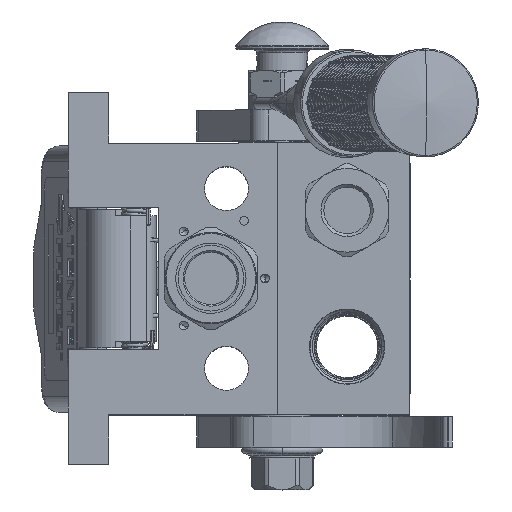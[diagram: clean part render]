
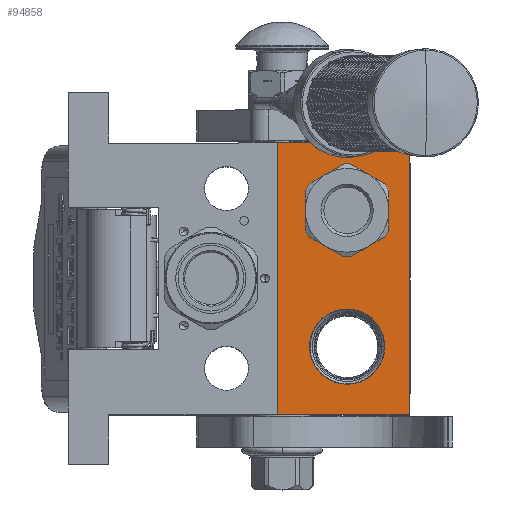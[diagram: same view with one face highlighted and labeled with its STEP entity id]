
A CAD part, top view. The second image highlights one B-rep face of the part: STEP entity #94858.
In plain terms, the highlighted face is planar.
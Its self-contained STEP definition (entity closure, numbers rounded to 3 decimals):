
#685 = DIRECTION ( 'NONE',  ( 1., 0., 0. ) ) ;
#1199 = VERTEX_POINT ( 'NONE', #67659 ) ;
#3684 = EDGE_LOOP ( 'NONE', ( #120125, #175813 ) ) ;
#8536 = CARTESIAN_POINT ( 'NONE',  ( -44., 8.9, -42.5 ) ) ;
#8794 = ORIENTED_EDGE ( 'NONE', *, *, #9030, .F. ) ;
#9030 = EDGE_CURVE ( 'NONE', #102147, #114597, #162073, .T. ) ;
#12486 = DIRECTION ( 'NONE',  ( 0., -1., 0. ) ) ;
#13738 = DIRECTION ( 'NONE',  ( 0., -1., 0. ) ) ;
#13834 = CIRCLE ( 'NONE', #58467, 12.15 ) ;
#20399 = AXIS2_PLACEMENT_3D ( 'NONE', #154808, #169197, #45098 ) ;
#20734 = CIRCLE ( 'NONE', #89953, 12.15 ) ;
#27132 = ORIENTED_EDGE ( 'NONE', *, *, #103081, .T. ) ;
#29008 = LINE ( 'NONE', #46232, #102607 ) ;
#30610 = CARTESIAN_POINT ( 'NONE',  ( -22., 8.9, -7.85 ) ) ;
#42746 = DIRECTION ( 'NONE',  ( 0., 0., 1. ) ) ;
#44889 = ORIENTED_EDGE ( 'NONE', *, *, #69550, .F. ) ;
#45098 = DIRECTION ( 'NONE',  ( 0., 0., -1. ) ) ;
#45371 = CARTESIAN_POINT ( 'NONE',  ( -44., 8.9, 0. ) ) ;
#46141 = DIRECTION ( 'NONE',  ( 0., 0., 1. ) ) ;
#46232 = CARTESIAN_POINT ( 'NONE',  ( -44., 8.9, 0. ) ) ;
#53907 = FACE_BOUND ( 'NONE', #61363, .T. ) ;
#58467 = AXIS2_PLACEMENT_3D ( 'NONE', #202453, #186726, #46141 ) ;
#58991 = ORIENTED_EDGE ( 'NONE', *, *, #94812, .F. ) ;
#60130 = VERTEX_POINT ( 'NONE', #30610 ) ;
#61115 = CARTESIAN_POINT ( 'NONE',  ( 22., 8.9, -7.85 ) ) ;
#61363 = EDGE_LOOP ( 'NONE', ( #58991, #120296 ) ) ;
#62450 = PLANE ( 'NONE',  #85923 ) ;
#64925 = LINE ( 'NONE', #189552, #177823 ) ;
#67659 = CARTESIAN_POINT ( 'NONE',  ( 44., 8.9, -42.5 ) ) ;
#69550 = EDGE_CURVE ( 'NONE', #114597, #1199, #124898, .T. ) ;
#71199 = VERTEX_POINT ( 'NONE', #117036 ) ;
#74300 = CARTESIAN_POINT ( 'NONE',  ( -22., 8.9, -20. ) ) ;
#77137 = VERTEX_POINT ( 'NONE', #61115 ) ;
#82512 = EDGE_CURVE ( 'NONE', #99977, #60130, #115144, .T. ) ;
#84125 = EDGE_CURVE ( 'NONE', #77137, #71199, #13834, .T. ) ;
#85923 = AXIS2_PLACEMENT_3D ( 'NONE', #172133, #172799, #685 ) ;
#89953 = AXIS2_PLACEMENT_3D ( 'NONE', #74300, #12486, #42746 ) ;
#90746 = FACE_BOUND ( 'NONE', #3684, .T. ) ;
#94812 = EDGE_CURVE ( 'NONE', #71199, #77137, #105504, .T. ) ;
#94858 = ADVANCED_FACE ( 'NONE', ( #53907, #90746, #139745 ), #62450, .T. ) ;
#97248 = DIRECTION ( 'NONE',  ( 0., 0., -1. ) ) ;
#97754 = CARTESIAN_POINT ( 'NONE',  ( 44., 8.9, 0. ) ) ;
#99977 = VERTEX_POINT ( 'NONE', #152192 ) ;
#102147 = VERTEX_POINT ( 'NONE', #198133 ) ;
#102607 = VECTOR ( 'NONE', #175731, 1000. ) ;
#103081 = EDGE_CURVE ( 'NONE', #162778, #1199, #64925, .T. ) ;
#105504 = CIRCLE ( 'NONE', #183194, 12.15 ) ;
#114597 = VERTEX_POINT ( 'NONE', #97754 ) ;
#115144 = CIRCLE ( 'NONE', #20399, 12.15 ) ;
#117036 = CARTESIAN_POINT ( 'NONE',  ( 22., 8.9, -32.15 ) ) ;
#120125 = ORIENTED_EDGE ( 'NONE', *, *, #82512, .F. ) ;
#120296 = ORIENTED_EDGE ( 'NONE', *, *, #84125, .F. ) ;
#122431 = EDGE_LOOP ( 'NONE', ( #167583, #27132, #44889, #8794 ) ) ;
#123484 = DIRECTION ( 'NONE',  ( 0., 0., -1. ) ) ;
#124898 = LINE ( 'NONE', #144531, #181310 ) ;
#138606 = CARTESIAN_POINT ( 'NONE',  ( 22., 8.9, -20. ) ) ;
#139745 = FACE_OUTER_BOUND ( 'NONE', #122431, .T. ) ;
#144531 = CARTESIAN_POINT ( 'NONE',  ( 44., 8.9, 0. ) ) ;
#144997 = VECTOR ( 'NONE', #170825, 1000. ) ;
#152192 = CARTESIAN_POINT ( 'NONE',  ( -22., 8.9, -32.15 ) ) ;
#154808 = CARTESIAN_POINT ( 'NONE',  ( -22., 8.9, -20. ) ) ;
#160729 = DIRECTION ( 'NONE',  ( 1., 0., 0. ) ) ;
#162073 = LINE ( 'NONE', #45371, #144997 ) ;
#162778 = VERTEX_POINT ( 'NONE', #8536 ) ;
#167583 = ORIENTED_EDGE ( 'NONE', *, *, #180112, .T. ) ;
#169197 = DIRECTION ( 'NONE',  ( 0., -1., 0. ) ) ;
#170825 = DIRECTION ( 'NONE',  ( 1., 0., 0. ) ) ;
#172133 = CARTESIAN_POINT ( 'NONE',  ( 0., 8.9, 0. ) ) ;
#172799 = DIRECTION ( 'NONE',  ( 0., -1., 0. ) ) ;
#175731 = DIRECTION ( 'NONE',  ( 0., 0., -1. ) ) ;
#175813 = ORIENTED_EDGE ( 'NONE', *, *, #195377, .F. ) ;
#177823 = VECTOR ( 'NONE', #160729, 1000. ) ;
#180112 = EDGE_CURVE ( 'NONE', #102147, #162778, #29008, .T. ) ;
#181310 = VECTOR ( 'NONE', #97248, 1000. ) ;
#183194 = AXIS2_PLACEMENT_3D ( 'NONE', #138606, #13738, #123484 ) ;
#186726 = DIRECTION ( 'NONE',  ( 0., -1., 0. ) ) ;
#189552 = CARTESIAN_POINT ( 'NONE',  ( -44., 8.9, -42.5 ) ) ;
#195377 = EDGE_CURVE ( 'NONE', #60130, #99977, #20734, .T. ) ;
#198133 = CARTESIAN_POINT ( 'NONE',  ( -44., 8.9, 0. ) ) ;
#202453 = CARTESIAN_POINT ( 'NONE',  ( 22., 8.9, -20. ) ) ;
